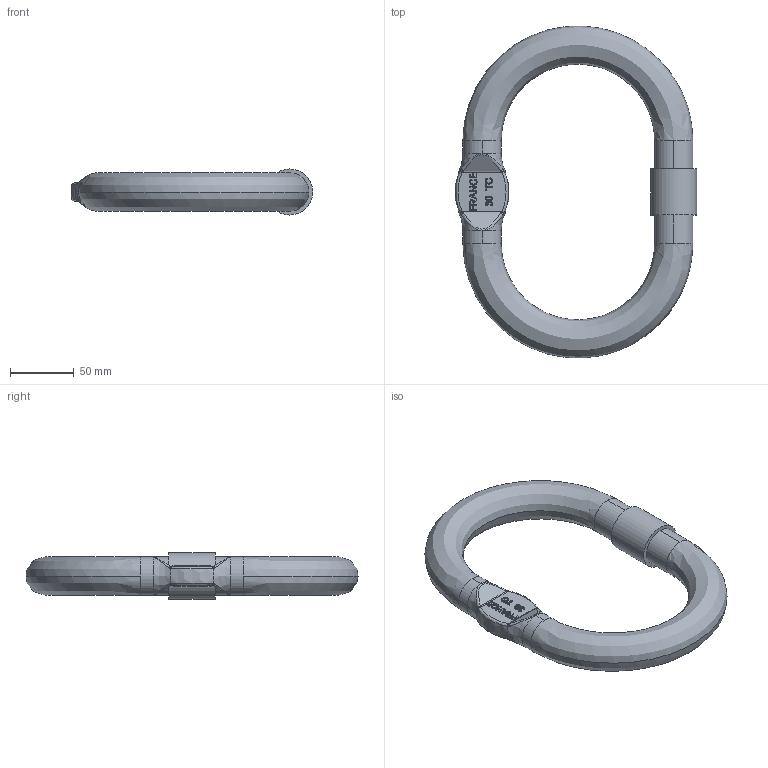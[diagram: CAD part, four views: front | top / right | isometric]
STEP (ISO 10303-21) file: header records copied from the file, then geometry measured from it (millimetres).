
FILE_DESCRIPTION(('STEP AP214'),'1');
FILE_NAME('ms30j.stp','2018-02-28T09:10:54',('TraceParts'),('TraceParts S.A.'),'Spatial InterOp 3D',' ',' ');
FILE_SCHEMA(('automotive_design'));
Length unit declared in the file: millimetre
Products named in the file (1): ms30j
Bounding box: 188.95 x 259.82 x 36 mm (x, y, z)
Volume: 451542.9 mm3; surface area: 61998.7 mm2
Topology: 1 solids, 1 shells, 324 faces, 851 edges, 558 vertices
Faces by surface type: plane 172, bspline 132, cylinder 20
Entity records: 19910 total; most frequent: CARTESIAN_POINT 10182, ORIENTED_EDGE 1702, DIRECTION 1045, EDGE_CURVE 851, VERTEX_POINT 558, LINE 523, VECTOR 523, EDGE_LOOP 355
